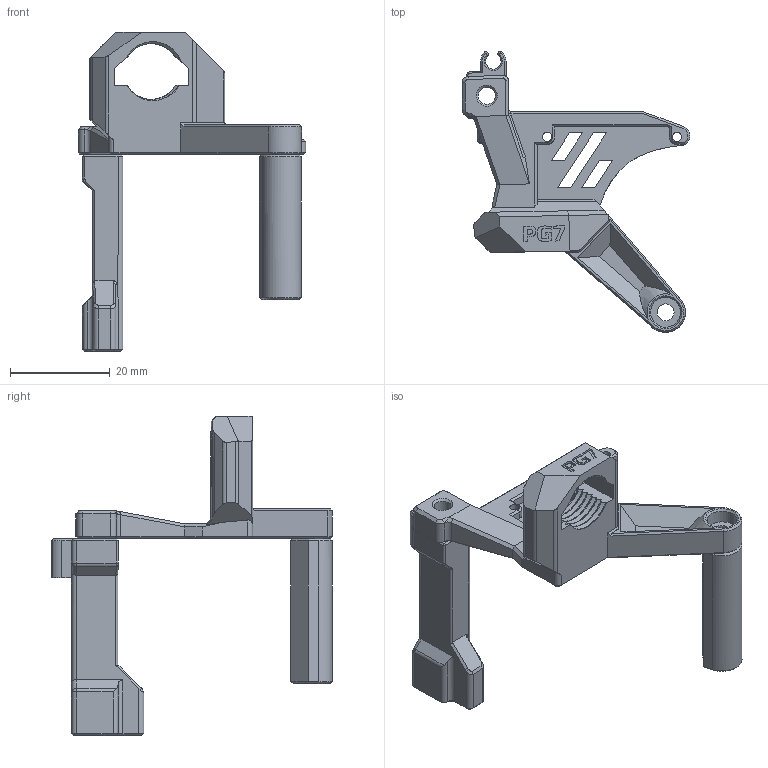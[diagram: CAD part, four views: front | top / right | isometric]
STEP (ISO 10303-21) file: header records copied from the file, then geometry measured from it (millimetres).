
FILE_DESCRIPTION(/* description */ ('STEP AP242','CAx-IF Rec.Pracs.---Representation and Presentation of Product Manufacturing Information (PMI)---4.0---2014-10-13','CAx-IF Rec.Pracs.---3D Tessellated Geometry---0.4---2014-09-14','2;1'),/* implementation_level */ '2;1');
FILE_NAME(/* name */ '661f49cb815c680be331df17',/* time_stamp */ '2024-04-17T04:02:20Z',/* author */ (''),/* organization */ (''),/* preprocessor_version */ 'ST-DEVELOPER v20',/* originating_system */ ' ',/* authorisation */ ' ');
FILE_SCHEMA (('AP242_MANAGED_MODEL_BASED_3D_ENGINEERING_MIM_LF { 1 0 10303 442 1 1 4 }'));
Length unit declared in the file: metre
Products named in the file (3): Galileo 2 (G2E) Release 1.0 - LP-12 PG7 Umbilical & 3DO Nozzle Camera
 Mount; top_spacer; bottom_spacer
Bounding box: 45.67 x 56.26 x 63.98 mm (x, y, z)
Volume: 9550.9 mm3; surface area: 7649.7 mm2
Topology: 3 solids, 3 shells, 439 faces, 1221 edges, 794 vertices
Faces by surface type: plane 221, cylinder 91, bspline 82, cone 43, sphere 2
Full cylindrical faces by diameter (mm): 1.8 x2, 3.4 x2, 3.6 x1, 6 x1
Entity records: 18548 total; most frequent: CARTESIAN_POINT 8038, ORIENTED_EDGE 2404, DIRECTION 1782, EDGE_CURVE 1202, VERTEX_POINT 789, LINE 666, VECTOR 666, AXIS2_PLACEMENT_3D 558
